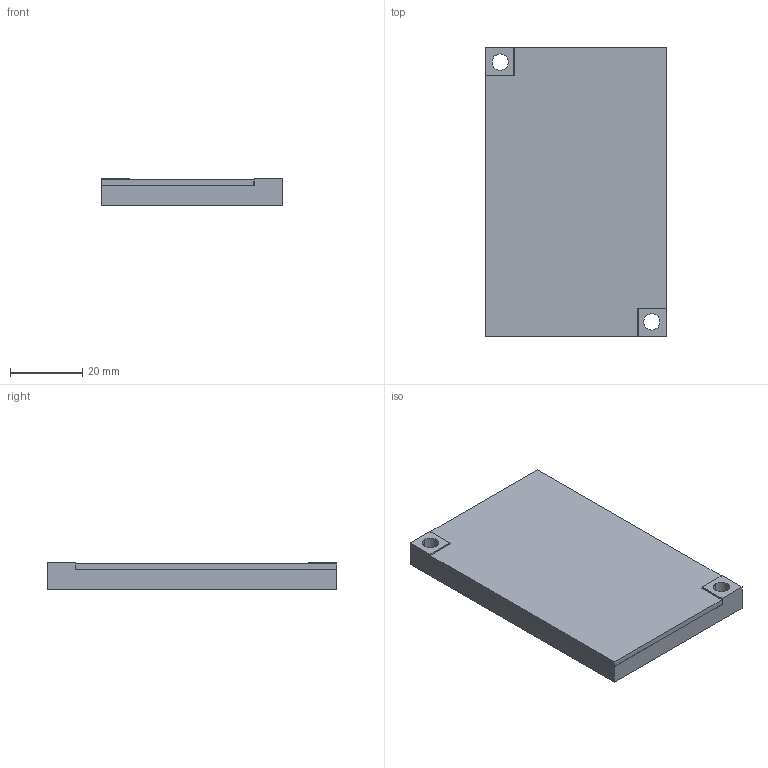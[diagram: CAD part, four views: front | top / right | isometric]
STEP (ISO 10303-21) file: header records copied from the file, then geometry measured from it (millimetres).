
FILE_DESCRIPTION((''),'2;1');
FILE_NAME('206406_ASM','2018-04-12T',('pdmadmin'),('BANNER ENGINEERING'),'CREO PARAMETRIC BY PTC INC, 2016260','CREO PARAMETRIC BY PTC INC, 2016260','');
FILE_SCHEMA(('CONFIG_CONTROL_DESIGN'));
Length unit declared in the file: millimetre
Products named in the file (4): 805559_PART_1; 805559_PART_2; 805559_ASM; 206406_ASM
Assembly tree (3 placements, depth 3):
  206406_ASM
    805559_ASM
      805559_PART_1
      805559_PART_2
Bounding box: 50.15 x 80.3 x 7.3 mm (x, y, z)
Volume: 27122.3 mm3; surface area: 17970.3 mm2
Topology: 2 solids, 2 shells, 247 faces, 666 edges, 444 vertices
Faces by surface type: plane 146, extrusion 93, cylinder 8
Entity records: 11318 total; most frequent: CARTESIAN_POINT 5334, ORIENTED_EDGE 1332, DIRECTION 915, EDGE_CURVE 666, VECTOR 557, LINE 464, VERTEX_POINT 444, B_SPLINE_CURVE_WITH_KNOTS 279
